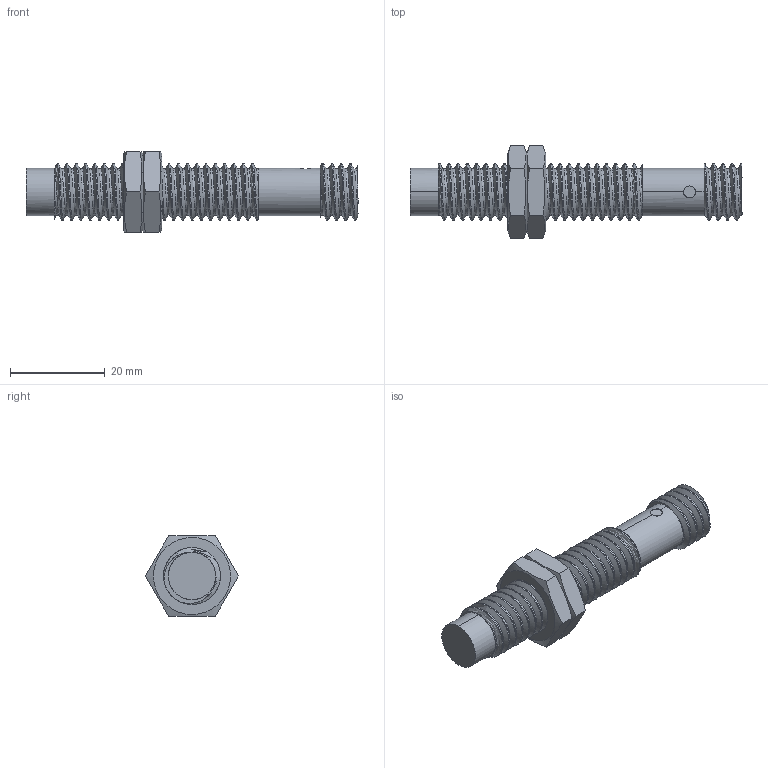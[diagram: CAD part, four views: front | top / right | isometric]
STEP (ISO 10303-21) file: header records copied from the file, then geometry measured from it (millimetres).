
FILE_DESCRIPTION (( 'STEP AP214' ), '1' );
FILE_NAME ('PXINDTRN12-04NO-E2_3D.STEP', '2022-11-11T22:17:22', ( '' ), ( '' ), 'SwSTEP 2.0', 'SolidWorks 2022', '' );
FILE_SCHEMA (( 'AUTOMOTIVE_DESIGN' ));
Length unit declared in the file: inch
Products named in the file (1): PXINDTRN12-04NO-E2_3D
Bounding box: 70 x 19.63 x 17 mm (x, y, z)
Volume: 7265.7 mm3; surface area: 4721.1 mm2
Topology: 2 solids, 2 shells, 95 faces, 259 edges, 172 vertices
Faces by surface type: cylinder 62, plane 23, bspline 10
Entity records: 11693 total; most frequent: CARTESIAN_POINT 8598, ORIENTED_EDGE 518, DIRECTION 289, EDGE_CURVE 259, VERTEX_POINT 172, AXIS2_PLACEMENT_3D 108, EDGE_LOOP 101, FACE_OUTER_BOUND 95
